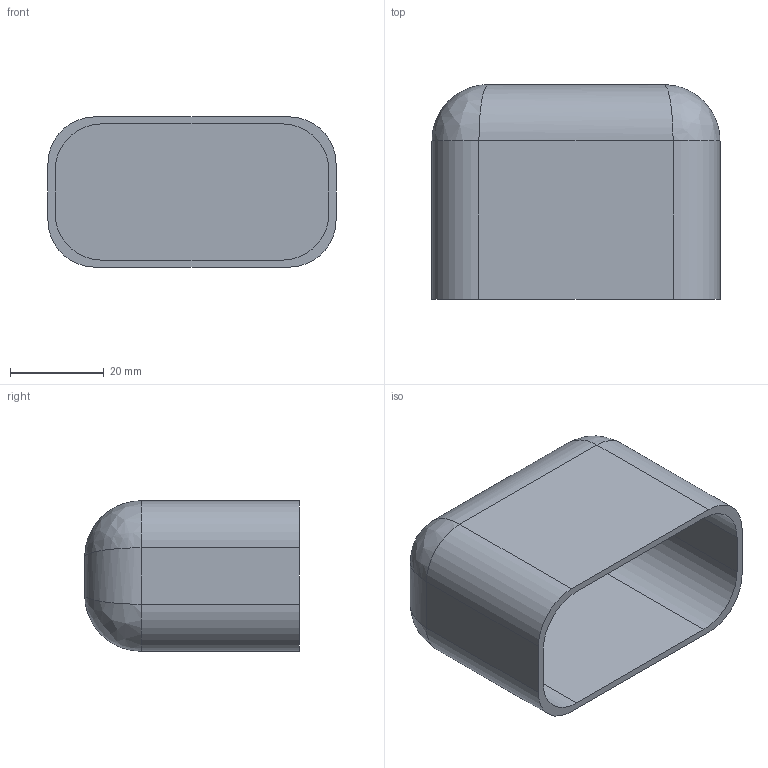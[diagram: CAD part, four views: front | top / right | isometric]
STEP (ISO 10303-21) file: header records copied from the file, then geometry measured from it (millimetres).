
FILE_DESCRIPTION(/* description */ (''),/* implementation_level */ '2;1');
FILE_NAME(/* name */ 'roll-buddy-lid.stp',/* time_stamp */ '2023-11-09T23:41:26Z',/* author */ ('iwheard'),/* organization */ (''),/* preprocessor_version */ 'ST-DEVELOPER v19',/* originating_system */ 'Autodesk Inventor 2023',/* authorisation */ '');
FILE_SCHEMA (('AUTOMOTIVE_DESIGN { 1 0 10303 214 3 1 1 }'));
Length unit declared in the file: millimetre
Products named in the file (2): printsemmbly; roll-buddy-lid
Assembly tree (1 placements, depth 2):
  printsemmbly
    roll-buddy-lid
Bounding box: 61.32 x 45.67 x 32 mm (x, y, z)
Volume: 23671.2 mm3; surface area: 16164.7 mm2
Topology: 1 solids, 1 shells, 27 faces, 64 edges, 36 vertices
Faces by surface type: cylinder 12, plane 11, bspline 4
Entity records: 987 total; most frequent: CARTESIAN_POINT 314, DIRECTION 136, ORIENTED_EDGE 120, EDGE_CURVE 60, AXIS2_PLACEMENT_3D 50, LINE 36, VECTOR 36, VERTEX_POINT 36
